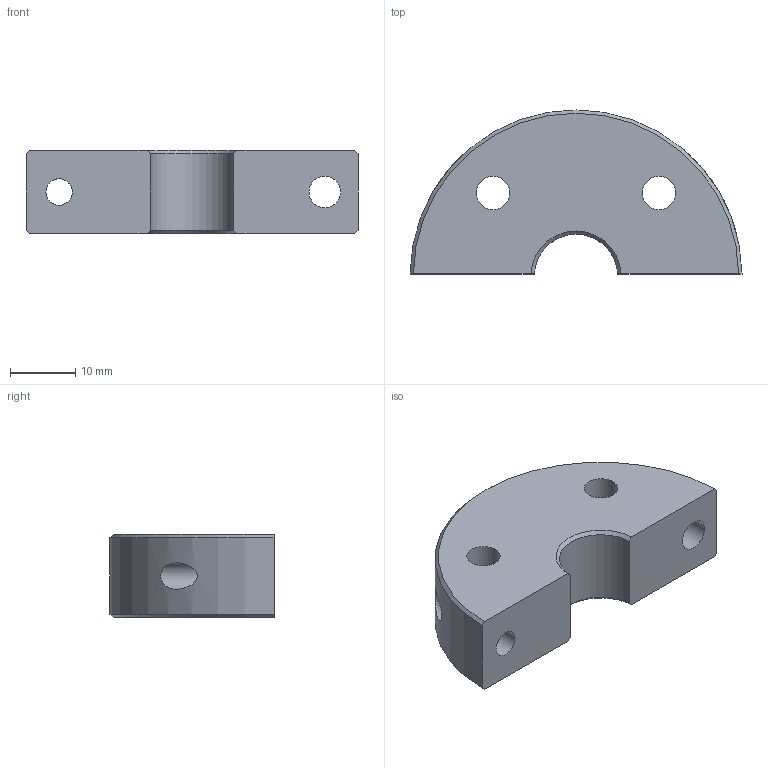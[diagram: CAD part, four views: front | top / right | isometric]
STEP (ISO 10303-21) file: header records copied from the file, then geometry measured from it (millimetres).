
FILE_DESCRIPTION(/* description */ (''),/* implementation_level */ '2;1');
FILE_NAME(/* name */ 'ClampingFacePlateC v4.step',/* time_stamp */ '2021-08-09T11:31:26-04:00',/* author */ (''),/* organization */ (''),/* preprocessor_version */ 'ST-DEVELOPER v18.1',/* originating_system */ 'Autodesk Translation Framework v10.9.0.1377',/* authorisation */ '');
FILE_SCHEMA (('AUTOMOTIVE_DESIGN { 1 0 10303 214 3 1 1 }'));
Length unit declared in the file: inch
Products named in the file (1): ClampingFacePlateC
Bounding box: 50.8 x 25.1 x 12.7 mm (x, y, z)
Volume: 10561.4 mm3; surface area: 4265.9 mm2
Topology: 1 solids, 1 shells, 16 faces, 40 edges, 27 vertices
Faces by surface type: cylinder 7, plane 5, cone 4
Full cylindrical faces by diameter (mm): 4.064 x1, 4.826 x1, 5.116 x2, 8.179 x1
Entity records: 600 total; most frequent: CARTESIAN_POINT 175, ORIENTED_EDGE 80, DIRECTION 79, EDGE_CURVE 40, AXIS2_PLACEMENT_3D 33, VERTEX_POINT 27, EDGE_LOOP 25, FACE_OUTER_BOUND 16
